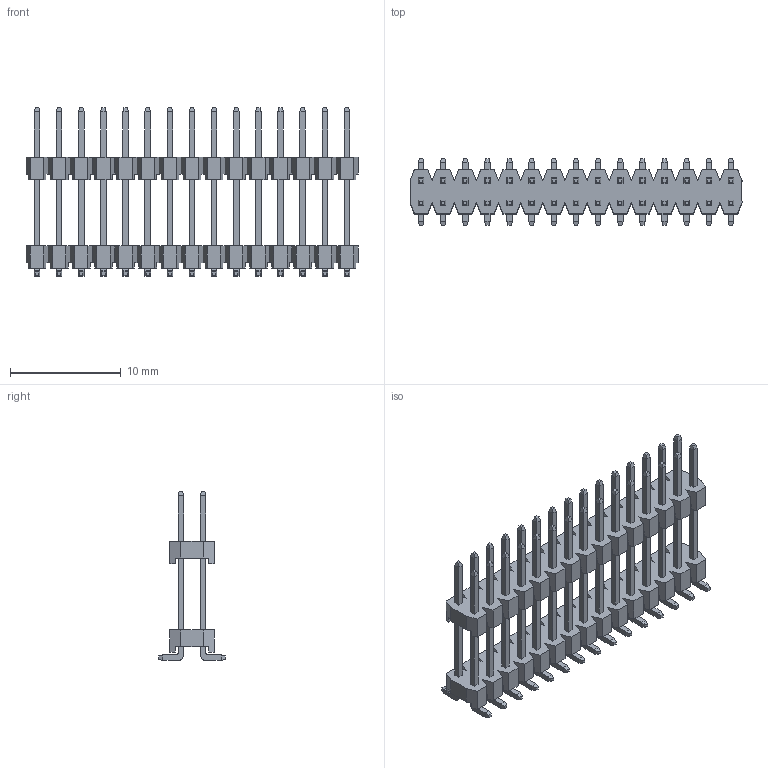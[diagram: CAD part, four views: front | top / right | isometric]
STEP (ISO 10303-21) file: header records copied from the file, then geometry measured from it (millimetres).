
FILE_DESCRIPTION (( 'STEP AP214' ), '1' );
FILE_NAME ('FPH20071-D30S1014130715M-REF.STEP', '2025-10-20T01:43:50', ( '' ), ( '' ), 'SwSTEP 2.0', 'SolidWorks 2021', '' );
FILE_SCHEMA (( 'AUTOMOTIVE_DESIGN' ));
Length unit declared in the file: millimetre
Products named in the file (1): FPH20071-D30S1014130715M-REF
Bounding box: 30 x 6 x 15.25 mm (x, y, z)
Volume: 447.4 mm3; surface area: 1662.7 mm2
Topology: 1 solids, 1 shells, 1088 faces, 2832 edges, 1808 vertices
Faces by surface type: plane 1028, cylinder 60
Entity records: 32546 total; most frequent: CARTESIAN_POINT 5729, ORIENTED_EDGE 5664, DIRECTION 5130, EDGE_CURVE 2832, LINE 2712, VECTOR 2712, VERTEX_POINT 1808, AXIS2_PLACEMENT_3D 1209
